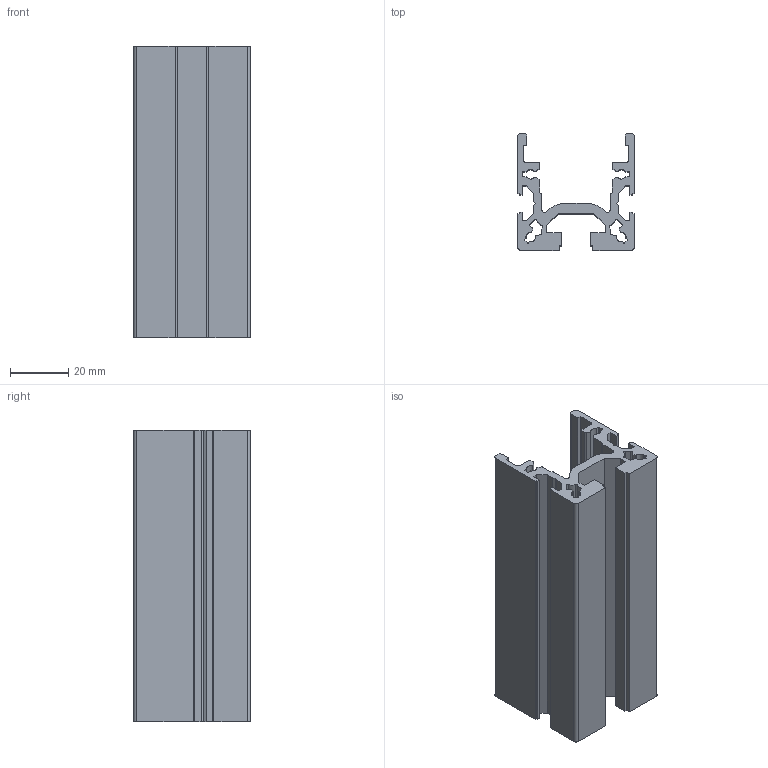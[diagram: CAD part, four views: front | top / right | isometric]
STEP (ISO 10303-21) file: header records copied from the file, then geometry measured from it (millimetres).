
FILE_DESCRIPTION (( 'STEP AP203' ), '1' );
FILE_NAME ('A10.10.40.60.STEP', '2016-09-27T18:05:40', ( '' ), ( '' ), 'SwSTEP 2.0', 'SolidWorks 2015', '' );
FILE_SCHEMA (( 'CONFIG_CONTROL_DESIGN' ));
Length unit declared in the file: millimetre
Products named in the file (1): A10.10.40.60
Bounding box: 40 x 40 x 100 mm (x, y, z)
Volume: 52454.8 mm3; surface area: 37618.6 mm2
Topology: 1 solids, 1 shells, 172 faces, 510 edges, 340 vertices
Faces by surface type: plane 96, cylinder 76
Entity records: 5871 total; most frequent: CARTESIAN_POINT 1023, ORIENTED_EDGE 1020, DIRECTION 1008, EDGE_CURVE 510, VECTOR 358, LINE 358, VERTEX_POINT 340, AXIS2_PLACEMENT_3D 325
